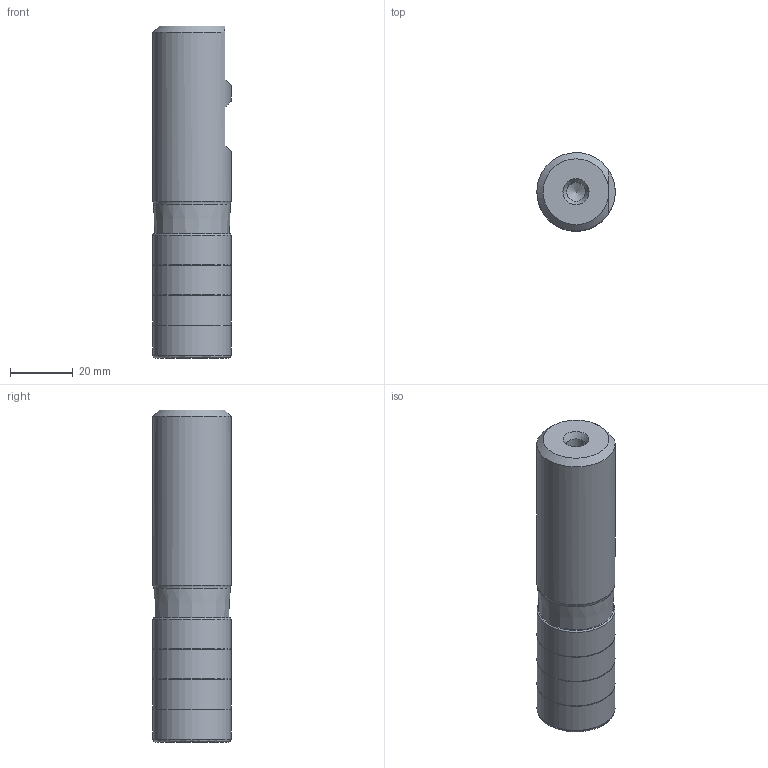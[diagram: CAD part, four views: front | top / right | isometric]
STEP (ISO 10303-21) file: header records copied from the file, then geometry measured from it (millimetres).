
FILE_DESCRIPTION(/* description */ (''),/* implementation_level */ '2;1');
FILE_NAME(/* name */ '202746038ndi000_00.stp',/* time_stamp */ '2019-12-09T14:21:17+01:00',/* author */ (''),/* organization */ (''),/* preprocessor_version */ 'ST-DEVELOPER v16.7',/* originating_system */ 'SIEMENS PLM Software NX 12.0',/* authorisation */ '');
FILE_SCHEMA (('AUTOMOTIVE_DESIGN { 1 0 10303 214 3 1 1 1 }'));
Length unit declared in the file: millimetre
Products named in the file (1): mp543AD487278yw3
Bounding box: 25 x 25 x 106 mm (x, y, z)
Volume: 60709.9 mm3; surface area: 15617.8 mm2
Topology: 2 solids, 2 shells, 62 faces, 141 edges, 81 vertices
Faces by surface type: revolution 32, cone 13, plane 7, torus 6, cylinder 3, bspline 1
Full cylindrical faces by diameter (mm): 6 x1, 23.479 x1, 25 x1
Entity records: 1717 total; most frequent: CARTESIAN_POINT 615, DIRECTION 207, ORIENTED_EDGE 136, EDGE_LOOP 117, FACE_BOUND 113, AXIS2_PLACEMENT_3D 84, EDGE_CURVE 68, VERTEX_POINT 65
